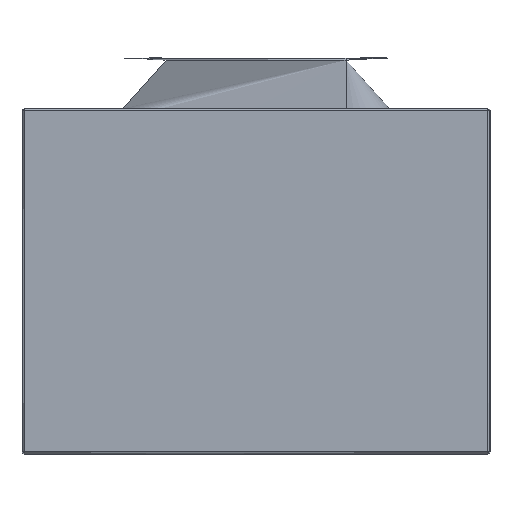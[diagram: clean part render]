
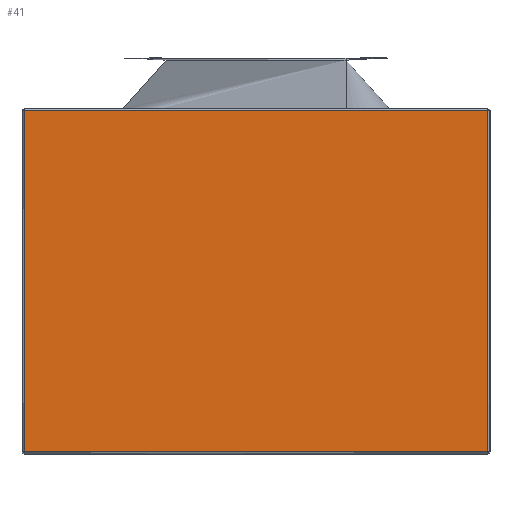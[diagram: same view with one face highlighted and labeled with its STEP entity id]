
A CAD part, left-side view. The second image highlights one B-rep face of the part: STEP entity #41.
In plain terms, the highlighted free-form (B-spline) face has degree [1, 1] with [2, 2] control points.
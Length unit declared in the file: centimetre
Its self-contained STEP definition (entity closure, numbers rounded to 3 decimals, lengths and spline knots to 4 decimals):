
#41=ADVANCED_FACE('',(#86),#482,.T.);
#86=FACE_OUTER_BOUND('',#131,.T.);
#131=EDGE_LOOP('',(#220,#221,#222,#223));
#220=ORIENTED_EDGE('',*,*,#351,.T.);
#221=ORIENTED_EDGE('',*,*,#352,.F.);
#222=ORIENTED_EDGE('',*,*,#354,.T.);
#223=ORIENTED_EDGE('',*,*,#353,.T.);
#351=EDGE_CURVE('',#420,#421,#529,.T.);
#352=EDGE_CURVE('',#422,#421,#530,.T.);
#353=EDGE_CURVE('',#423,#420,#531,.T.);
#354=EDGE_CURVE('',#422,#423,#532,.T.);
#420=VERTEX_POINT('',#1877);
#421=VERTEX_POINT('',#1878);
#422=VERTEX_POINT('',#1879);
#423=VERTEX_POINT('',#1880);
#482=B_SPLINE_SURFACE_WITH_KNOTS('',1,1,((#1569,#1570),(#1571,#1572)),.UNSPECIFIED.,
.F.,.F.,.F.,(2,2),(2,2),(0.03,4.77),(-34.,-27.53),.UNSPECIFIED.);
#529=(
BOUNDED_CURVE()
B_SPLINE_CURVE(3,(#1371,#1372,#1373,#1374),.UNSPECIFIED.,.F.,.F.)
B_SPLINE_CURVE_WITH_KNOTS((4,4),(0.03,6.47),.UNSPECIFIED.)
CURVE()
GEOMETRIC_REPRESENTATION_ITEM()
RATIONAL_B_SPLINE_CURVE((1.,1.,1.,1.))
REPRESENTATION_ITEM('')
);
#530=(
BOUNDED_CURVE()
B_SPLINE_CURVE(3,(#1375,#1376,#1377,#1378),.UNSPECIFIED.,.F.,.F.)
B_SPLINE_CURVE_WITH_KNOTS((4,4),(0.03,4.77),.UNSPECIFIED.)
CURVE()
GEOMETRIC_REPRESENTATION_ITEM()
RATIONAL_B_SPLINE_CURVE((1.,1.,1.,1.))
REPRESENTATION_ITEM('')
);
#531=(
BOUNDED_CURVE()
B_SPLINE_CURVE(3,(#1379,#1380,#1381,#1382),.UNSPECIFIED.,.F.,.F.)
B_SPLINE_CURVE_WITH_KNOTS((4,4),(0.03,4.77),.UNSPECIFIED.)
CURVE()
GEOMETRIC_REPRESENTATION_ITEM()
RATIONAL_B_SPLINE_CURVE((1.,1.,1.,1.))
REPRESENTATION_ITEM('')
);
#532=(
BOUNDED_CURVE()
B_SPLINE_CURVE(3,(#1383,#1384,#1385,#1386),.UNSPECIFIED.,.F.,.F.)
B_SPLINE_CURVE_WITH_KNOTS((4,4),(0.03,6.47),.UNSPECIFIED.)
CURVE()
GEOMETRIC_REPRESENTATION_ITEM()
RATIONAL_B_SPLINE_CURVE((1.,1.,1.,1.))
REPRESENTATION_ITEM('')
);
#1371=CARTESIAN_POINT('',(4.6643,11.9998,4.77));
#1372=CARTESIAN_POINT('',(4.6643,14.1465,4.77));
#1373=CARTESIAN_POINT('',(4.6643,16.2931,4.77));
#1374=CARTESIAN_POINT('',(4.6643,18.4398,4.77));
#1375=CARTESIAN_POINT('',(4.6643,18.4398,0.03));
#1376=CARTESIAN_POINT('',(4.6643,18.4398,1.61));
#1377=CARTESIAN_POINT('',(4.6643,18.4398,3.19));
#1378=CARTESIAN_POINT('',(4.6643,18.4398,4.77));
#1379=CARTESIAN_POINT('',(4.6643,11.9998,0.03));
#1380=CARTESIAN_POINT('',(4.6643,11.9998,1.61));
#1381=CARTESIAN_POINT('',(4.6643,11.9998,3.19));
#1382=CARTESIAN_POINT('',(4.6643,11.9998,4.77));
#1383=CARTESIAN_POINT('',(4.6643,18.4398,0.03));
#1384=CARTESIAN_POINT('',(4.6643,16.2931,0.03));
#1385=CARTESIAN_POINT('',(4.6643,14.1465,0.03));
#1386=CARTESIAN_POINT('',(4.6643,11.9998,0.03));
#1569=CARTESIAN_POINT('',(4.6643,11.9698,0.03));
#1570=CARTESIAN_POINT('',(4.6643,18.4398,0.03));
#1571=CARTESIAN_POINT('',(4.6643,11.9698,4.77));
#1572=CARTESIAN_POINT('',(4.6643,18.4398,4.77));
#1877=CARTESIAN_POINT('',(4.6643,11.9998,4.77));
#1878=CARTESIAN_POINT('',(4.6643,18.4398,4.77));
#1879=CARTESIAN_POINT('',(4.6643,18.4398,0.03));
#1880=CARTESIAN_POINT('',(4.6643,11.9998,0.03));
